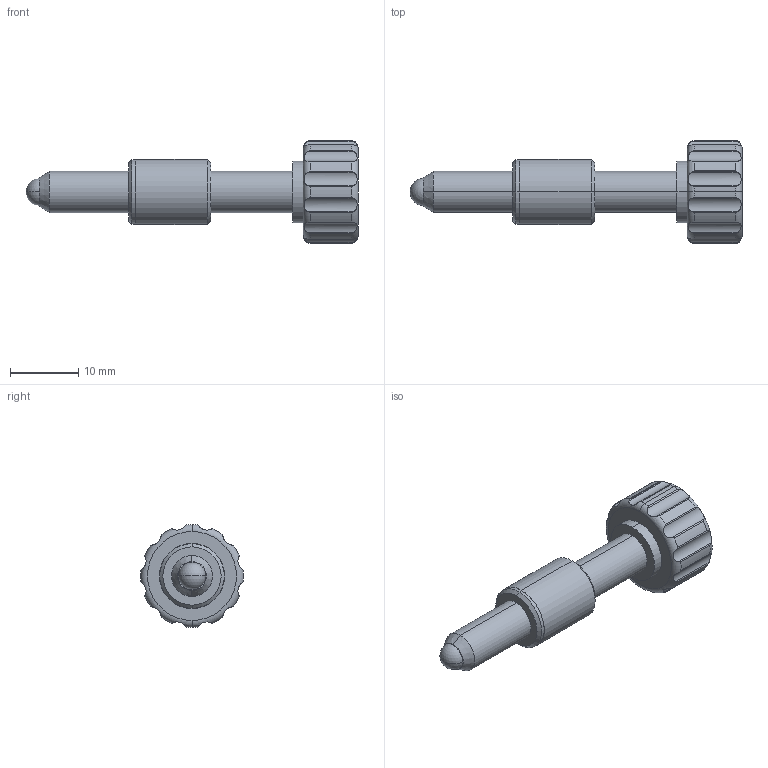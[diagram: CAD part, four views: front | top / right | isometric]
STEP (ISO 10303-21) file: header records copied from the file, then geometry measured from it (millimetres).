
FILE_DESCRIPTION (( 'STEP AP214' ), '1' );
FILE_NAME ('07AST-1.STEP', '2018-09-12T01:42:32', ( '' ), ( '' ), 'SwSTEP 2.0', 'SolidWorks 2016', '' );
FILE_SCHEMA (( 'AUTOMOTIVE_DESIGN' ));
Length unit declared in the file: millimetre
Products named in the file (1): 07AST-1
Bounding box: 48.5 x 14.99 x 15 mm (x, y, z)
Surface area: 2069.2 mm2 (no closed solid volume)
Topology: 0 solids, 4 shells, 83 faces, 232 edges, 157 vertices
Faces by surface type: cylinder 63, plane 8, cone 6, torus 4, sphere 2
Entity records: 3892 total; most frequent: CARTESIAN_POINT 937, ORIENTED_EDGE 438, DIRECTION 387, EDGE_CURVE 227, AXIS2_PLACEMENT_3D 156, VERTEX_POINT 154, EDGE_LOOP 91, UNCERTAINTY_MEASURE_WITH_UNIT 85
